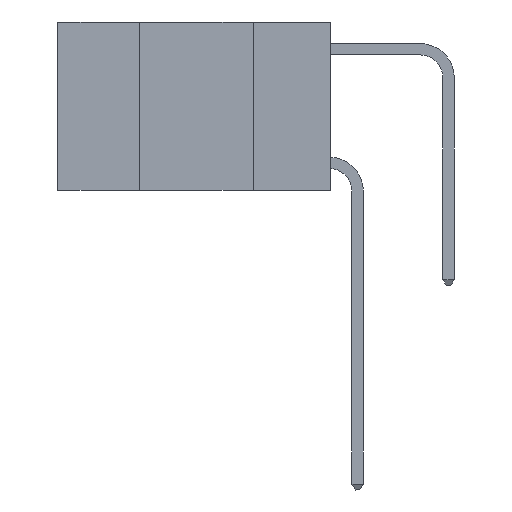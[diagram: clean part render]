
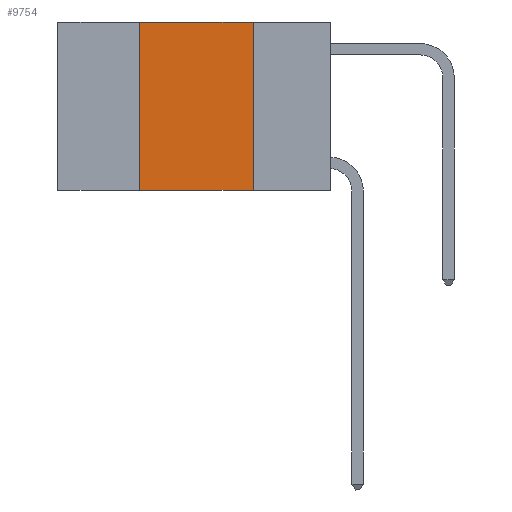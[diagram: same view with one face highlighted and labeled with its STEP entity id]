
A CAD part, left-side view. The second image highlights one B-rep face of the part: STEP entity #9754.
In plain terms, the highlighted planar face has unit normal (-1, 0, 0).
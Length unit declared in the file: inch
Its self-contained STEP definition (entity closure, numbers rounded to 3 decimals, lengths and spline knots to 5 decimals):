
#442 = VECTOR ( 'NONE', #12067, 39.37008 ) ;
#1383 = CARTESIAN_POINT ( 'NONE',  ( 0., 0.6, -0.37 ) ) ;
#1552 = VECTOR ( 'NONE', #14139, 39.37008 ) ;
#1599 = AXIS2_PLACEMENT_3D ( 'NONE', #9229, #12572, #1796 ) ;
#1789 = VERTEX_POINT ( 'NONE', #10743 ) ;
#1796 = DIRECTION ( 'NONE',  ( 0., 0., -1. ) ) ;
#1806 = EDGE_LOOP ( 'NONE', ( #5125, #1945, #2156, #3054 ) ) ;
#1945 = ORIENTED_EDGE ( 'NONE', *, *, #10456, .F. ) ;
#2156 = ORIENTED_EDGE ( 'NONE', *, *, #7981, .F. ) ;
#2275 = LINE ( 'NONE', #7736, #442 ) ;
#2381 = DIRECTION ( 'NONE',  ( 0., 0., 1. ) ) ;
#2849 = LINE ( 'NONE', #1383, #7883 ) ;
#3054 = ORIENTED_EDGE ( 'NONE', *, *, #10487, .T. ) ;
#3603 = VERTEX_POINT ( 'NONE', #11994 ) ;
#4093 = VECTOR ( 'NONE', #2381, 39.37008 ) ;
#5125 = ORIENTED_EDGE ( 'NONE', *, *, #7680, .F. ) ;
#5162 = VERTEX_POINT ( 'NONE', #13540 ) ;
#5981 = DIRECTION ( 'NONE',  ( 0., -1., 0. ) ) ;
#6159 = VERTEX_POINT ( 'NONE', #6764 ) ;
#6574 = CARTESIAN_POINT ( 'NONE',  ( 0., 0.17, 0. ) ) ;
#6764 = CARTESIAN_POINT ( 'NONE',  ( 0., 0.17, 0. ) ) ;
#6812 = CARTESIAN_POINT ( 'NONE',  ( 0., 0.42, 0. ) ) ;
#7680 = EDGE_CURVE ( 'NONE', #6159, #5162, #10647, .T. ) ;
#7736 = CARTESIAN_POINT ( 'NONE',  ( 0., 0.6, 0. ) ) ;
#7883 = VECTOR ( 'NONE', #5981, 39.37008 ) ;
#7981 = EDGE_CURVE ( 'NONE', #3603, #1789, #9834, .T. ) ;
#9229 = CARTESIAN_POINT ( 'NONE',  ( 0., 0.6, 0. ) ) ;
#9754 = ADVANCED_FACE ( 'NONE', ( #12723 ), #10309, .F. ) ;
#9834 = LINE ( 'NONE', #6812, #4093 ) ;
#10309 = PLANE ( 'NONE',  #1599 ) ;
#10456 = EDGE_CURVE ( 'NONE', #1789, #6159, #2275, .T. ) ;
#10487 = EDGE_CURVE ( 'NONE', #3603, #5162, #2849, .T. ) ;
#10647 = LINE ( 'NONE', #6574, #1552 ) ;
#10743 = CARTESIAN_POINT ( 'NONE',  ( 0., 0.42, 0. ) ) ;
#11994 = CARTESIAN_POINT ( 'NONE',  ( 0., 0.42, -0.37 ) ) ;
#12067 = DIRECTION ( 'NONE',  ( 0., -1., 0. ) ) ;
#12572 = DIRECTION ( 'NONE',  ( 1., 0., 0. ) ) ;
#12723 = FACE_OUTER_BOUND ( 'NONE', #1806, .T. ) ;
#13540 = CARTESIAN_POINT ( 'NONE',  ( 0., 0.17, -0.37 ) ) ;
#14139 = DIRECTION ( 'NONE',  ( 0., 0., -1. ) ) ;
